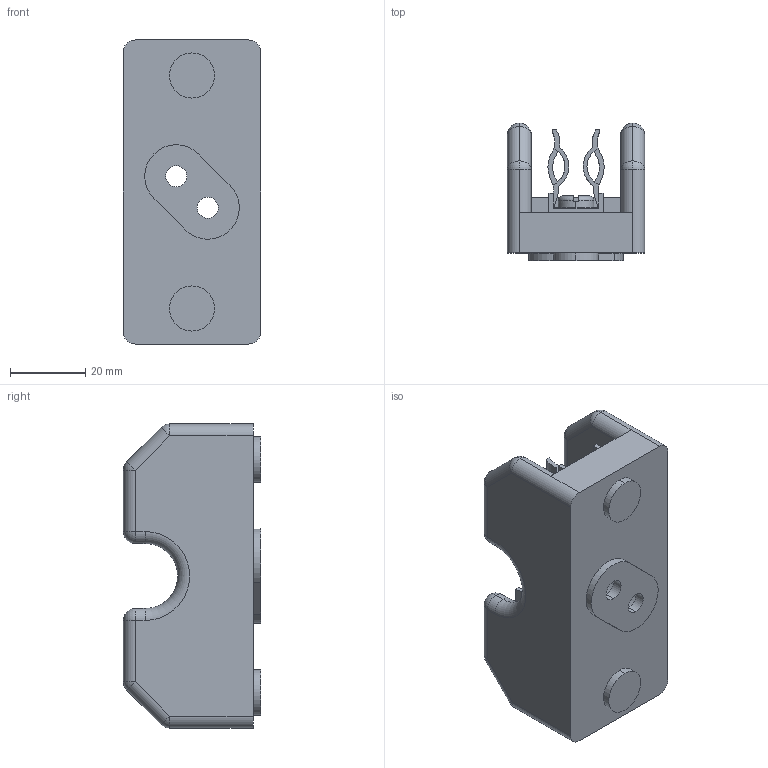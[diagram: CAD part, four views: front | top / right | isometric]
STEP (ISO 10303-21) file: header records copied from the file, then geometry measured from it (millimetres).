
FILE_DESCRIPTION (( 'STEP AP214' ), '1' );
FILE_NAME ('T60030-1SR.STEP', '2020-03-02T20:39:22', ( '' ), ( '' ), 'SwSTEP 2.0', 'SolidWorks 2019', '' );
FILE_SCHEMA (( 'AUTOMOTIVE_DESIGN' ));
Length unit declared in the file: inch
Products named in the file (1): T60030-1SR
Bounding box: 36.5 x 36.5 x 80.8 mm (x, y, z)
Volume: 52757.3 mm3; surface area: 20887.2 mm2
Topology: 5 solids, 5 shells, 234 faces, 632 edges, 388 vertices
Faces by surface type: cylinder 102, plane 100, sphere 24, torus 8
Entity records: 7422 total; most frequent: DIRECTION 1344, CARTESIAN_POINT 1319, ORIENTED_EDGE 1232, EDGE_CURVE 616, AXIS2_PLACEMENT_3D 501, VERTEX_POINT 388, LINE 342, VECTOR 342
